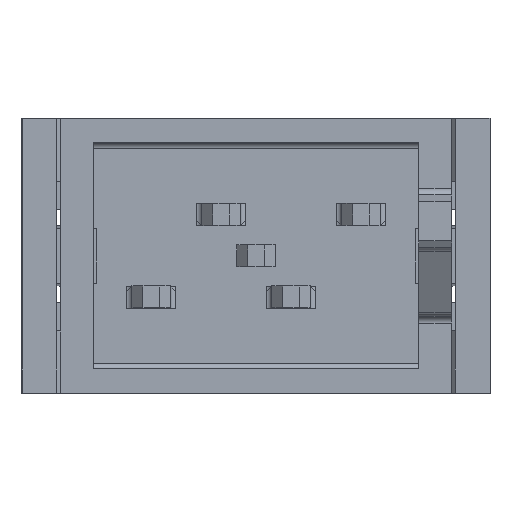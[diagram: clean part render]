
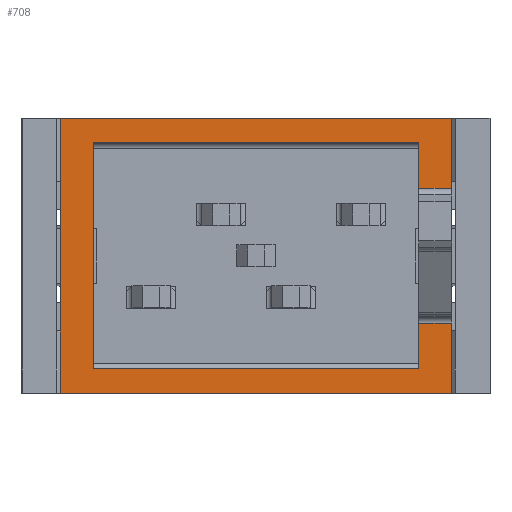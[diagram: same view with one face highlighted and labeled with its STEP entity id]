
A CAD part, top view. The second image highlights one B-rep face of the part: STEP entity #708.
In plain terms, the highlighted planar face has unit normal (0, 0, 1).
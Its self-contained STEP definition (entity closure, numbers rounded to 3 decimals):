
#708 = ADVANCED_FACE( '', ( #1552 ), #1553, .T. );
#1552 = FACE_OUTER_BOUND( '', #2132, .T. );
#1553 = PLANE( '', #2133 );
#2132 = EDGE_LOOP( '', ( #2925, #2926, #2927, #2928, #2929, #2930, #2931, #2932, #2933, #2934, #2935, #2936 ) );
#2133 = AXIS2_PLACEMENT_3D( '', #2937, #2938, #2939 );
#2925 = ORIENTED_EDGE( '', *, *, #4772, .T. );
#2926 = ORIENTED_EDGE( '', *, *, #4781, .T. );
#2927 = ORIENTED_EDGE( '', *, *, #4749, .T. );
#2928 = ORIENTED_EDGE( '', *, *, #4782, .T. );
#2929 = ORIENTED_EDGE( '', *, *, #4783, .T. );
#2930 = ORIENTED_EDGE( '', *, *, #4784, .T. );
#2931 = ORIENTED_EDGE( '', *, *, #4735, .T. );
#2932 = ORIENTED_EDGE( '', *, *, #4785, .T. );
#2933 = ORIENTED_EDGE( '', *, *, #4778, .T. );
#2934 = ORIENTED_EDGE( '', *, *, #4786, .T. );
#2935 = ORIENTED_EDGE( '', *, *, #4787, .T. );
#2936 = ORIENTED_EDGE( '', *, *, #4788, .T. );
#2937 = CARTESIAN_POINT( '', ( -3.555, -2.5, 3.6 ) );
#2938 = DIRECTION( '', ( 0., 0., 1. ) );
#2939 = DIRECTION( '', ( 1., 0., 0. ) );
#4735 = EDGE_CURVE( '', #5416, #5414, #5417, .T. );
#4749 = EDGE_CURVE( '', #5444, #5442, #5445, .T. );
#4772 = EDGE_CURVE( '', #5485, #5483, #5486, .T. );
#4778 = EDGE_CURVE( '', #5497, #5495, #5498, .T. );
#4781 = EDGE_CURVE( '', #5483, #5444, #5501, .T. );
#4782 = EDGE_CURVE( '', #5442, #5502, #5503, .T. );
#4783 = EDGE_CURVE( '', #5502, #5504, #5505, .T. );
#4784 = EDGE_CURVE( '', #5504, #5416, #5506, .T. );
#4785 = EDGE_CURVE( '', #5414, #5497, #5507, .F. );
#4786 = EDGE_CURVE( '', #5495, #5508, #5509, .T. );
#4787 = EDGE_CURVE( '', #5508, #5510, #5511, .T. );
#4788 = EDGE_CURVE( '', #5510, #5485, #5512, .T. );
#5414 = VERTEX_POINT( '', #6110 );
#5416 = VERTEX_POINT( '', #6112 );
#5417 = LINE( '', #6113, #6114 );
#5442 = VERTEX_POINT( '', #6151 );
#5444 = VERTEX_POINT( '', #6154 );
#5445 = LINE( '', #6155, #6156 );
#5483 = VERTEX_POINT( '', #6211 );
#5485 = VERTEX_POINT( '', #6213 );
#5486 = LINE( '', #6214, #6215 );
#5495 = VERTEX_POINT( '', #6226 );
#5497 = VERTEX_POINT( '', #6229 );
#5498 = LINE( '', #6230, #6231 );
#5501 = LINE( '', #6235, #6236 );
#5502 = VERTEX_POINT( '', #6237 );
#5503 = LINE( '', #6238, #6239 );
#5504 = VERTEX_POINT( '', #6240 );
#5505 = LINE( '', #6241, #6242 );
#5506 = LINE( '', #6243, #6244 );
#5507 = LINE( '', #6245, #6246 );
#5508 = VERTEX_POINT( '', #6247 );
#5509 = LINE( '', #6248, #6249 );
#5510 = VERTEX_POINT( '', #6250 );
#5511 = LINE( '', #6251, #6252 );
#5512 = LINE( '', #6253, #6254 );
#6110 = CARTESIAN_POINT( '', ( 3.555, -1.225, 3.6 ) );
#6112 = CARTESIAN_POINT( '', ( 3.555, -2.5, 3.6 ) );
#6113 = CARTESIAN_POINT( '', ( 3.555, -2.5, 3.6 ) );
#6114 = VECTOR( '', #7163, 1000. );
#6151 = CARTESIAN_POINT( '', ( 3.555, 2.5, 3.6 ) );
#6154 = CARTESIAN_POINT( '', ( 3.555, 1.225, 3.6 ) );
#6155 = CARTESIAN_POINT( '', ( 3.555, -2.5, 3.6 ) );
#6156 = VECTOR( '', #7177, 1000. );
#6211 = CARTESIAN_POINT( '', ( 2.955, 1.225, 3.6 ) );
#6213 = CARTESIAN_POINT( '', ( 2.955, 2.05, 3.6 ) );
#6214 = CARTESIAN_POINT( '', ( 2.955, -2.5, 3.6 ) );
#6215 = VECTOR( '', #7210, 1000. );
#6226 = CARTESIAN_POINT( '', ( 2.955, -2.05, 3.6 ) );
#6229 = CARTESIAN_POINT( '', ( 2.955, -1.225, 3.6 ) );
#6230 = CARTESIAN_POINT( '', ( 2.955, -2.5, 3.6 ) );
#6231 = VECTOR( '', #7220, 1000. );
#6235 = CARTESIAN_POINT( '', ( 3.555, 1.225, 3.6 ) );
#6236 = VECTOR( '', #7225, 1000. );
#6237 = CARTESIAN_POINT( '', ( -3.555, 2.5, 3.6 ) );
#6238 = CARTESIAN_POINT( '', ( 3.555, 2.5, 3.6 ) );
#6239 = VECTOR( '', #7226, 1000. );
#6240 = CARTESIAN_POINT( '', ( -3.555, -2.5, 3.6 ) );
#6241 = CARTESIAN_POINT( '', ( -3.555, 2.5, 3.6 ) );
#6242 = VECTOR( '', #7227, 1000. );
#6243 = CARTESIAN_POINT( '', ( -3.555, -2.5, 3.6 ) );
#6244 = VECTOR( '', #7228, 1000. );
#6245 = CARTESIAN_POINT( '', ( 2.955, -1.225, 3.6 ) );
#6246 = VECTOR( '', #7229, 1000. );
#6247 = CARTESIAN_POINT( '', ( -2.955, -2.05, 3.6 ) );
#6248 = CARTESIAN_POINT( '', ( -3.555, -2.05, 3.6 ) );
#6249 = VECTOR( '', #7230, 1000. );
#6250 = CARTESIAN_POINT( '', ( -2.955, 2.05, 3.6 ) );
#6251 = CARTESIAN_POINT( '', ( -2.955, -2.5, 3.6 ) );
#6252 = VECTOR( '', #7231, 1000. );
#6253 = CARTESIAN_POINT( '', ( -3.555, 2.05, 3.6 ) );
#6254 = VECTOR( '', #7232, 1000. );
#7163 = DIRECTION( '', ( 0., 1., 0. ) );
#7177 = DIRECTION( '', ( 0., 1., 0. ) );
#7210 = DIRECTION( '', ( 0., -1., 0. ) );
#7220 = DIRECTION( '', ( 0., -1., 0. ) );
#7225 = DIRECTION( '', ( 1., 0., 0. ) );
#7226 = DIRECTION( '', ( -1., 0., 0. ) );
#7227 = DIRECTION( '', ( 0., -1., 0. ) );
#7228 = DIRECTION( '', ( 1., 0., 0. ) );
#7229 = DIRECTION( '', ( 1., 0., 0. ) );
#7230 = DIRECTION( '', ( -1., 0., 0. ) );
#7231 = DIRECTION( '', ( 0., 1., 0. ) );
#7232 = DIRECTION( '', ( 1., 0., 0. ) );
